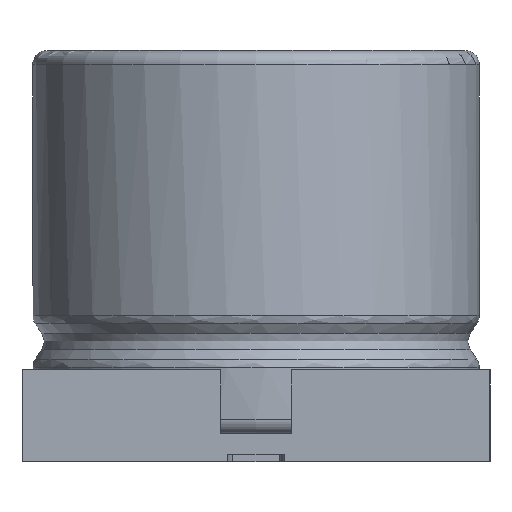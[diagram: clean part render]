
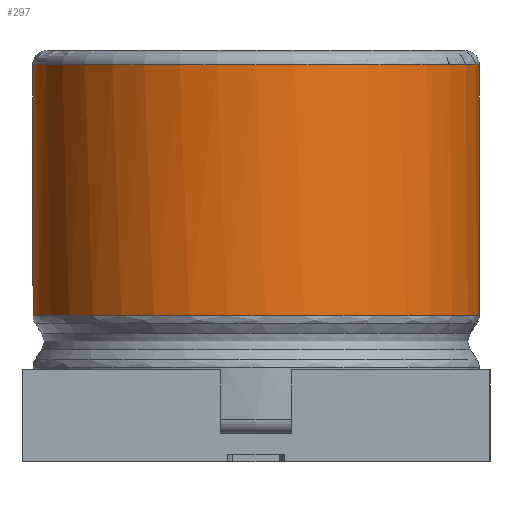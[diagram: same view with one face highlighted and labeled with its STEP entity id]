
A CAD part, left-side view. The second image highlights one B-rep face of the part: STEP entity #297.
In plain terms, the highlighted cylindrical face has radius 3.15 mm (diameter 6.3 mm), a full revolution.
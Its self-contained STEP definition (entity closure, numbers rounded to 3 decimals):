
#148 = TOROIDAL_SURFACE('',#149,2.95,0.2);
#149 = AXIS2_PLACEMENT_3D('',#150,#151,#152);
#150 = CARTESIAN_POINT('',(0.,0.,5.6));
#151 = DIRECTION('',(0.,0.,1.));
#152 = DIRECTION('',(1.,0.,0.));
#195 = EDGE_CURVE('',#196,#196,#198,.T.);
#196 = VERTEX_POINT('',#197);
#197 = CARTESIAN_POINT('',(3.15,0.,5.6));
#198 = SURFACE_CURVE('',#199,(#204,#211),.PCURVE_S1.);
#199 = CIRCLE('',#200,3.15);
#200 = AXIS2_PLACEMENT_3D('',#201,#202,#203);
#201 = CARTESIAN_POINT('',(0.,0.,5.6));
#202 = DIRECTION('',(0.,0.,-1.));
#203 = DIRECTION('',(1.,0.,0.));
#204 = PCURVE('',#148,#205);
#205 = DEFINITIONAL_REPRESENTATION('',(#206),#210);
#206 = LINE('',#207,#208);
#207 = CARTESIAN_POINT('',(-0.,0.));
#208 = VECTOR('',#209,1.);
#209 = DIRECTION('',(-1.,0.));
#210 = ( GEOMETRIC_REPRESENTATION_CONTEXT(2) 
PARAMETRIC_REPRESENTATION_CONTEXT() REPRESENTATION_CONTEXT('2D SPACE',''
  ) );
#211 = PCURVE('',#212,#217);
#212 = CYLINDRICAL_SURFACE('',#213,3.15);
#213 = AXIS2_PLACEMENT_3D('',#214,#215,#216);
#214 = CARTESIAN_POINT('',(0.,0.,5.8));
#215 = DIRECTION('',(-0.,0.,-1.));
#216 = DIRECTION('',(1.,0.,0.));
#217 = DEFINITIONAL_REPRESENTATION('',(#218),#222);
#218 = LINE('',#219,#220);
#219 = CARTESIAN_POINT('',(0.,0.2));
#220 = VECTOR('',#221,1.);
#221 = DIRECTION('',(1.,0.));
#222 = ( GEOMETRIC_REPRESENTATION_CONTEXT(2) 
PARAMETRIC_REPRESENTATION_CONTEXT() REPRESENTATION_CONTEXT('2D SPACE',''
  ) );
#297 = ADVANCED_FACE('',(#298),#212,.T.);
#298 = FACE_BOUND('',#299,.T.);
#299 = EDGE_LOOP('',(#300,#323,#324,#325));
#300 = ORIENTED_EDGE('',*,*,#301,.F.);
#301 = EDGE_CURVE('',#196,#302,#304,.T.);
#302 = VERTEX_POINT('',#303);
#303 = CARTESIAN_POINT('',(3.15,0.,2.063));
#304 = SEAM_CURVE('',#305,(#309,#316),.PCURVE_S1.);
#305 = LINE('',#306,#307);
#306 = CARTESIAN_POINT('',(3.15,0.,5.8));
#307 = VECTOR('',#308,1.);
#308 = DIRECTION('',(0.,0.,-1.));
#309 = PCURVE('',#212,#310);
#310 = DEFINITIONAL_REPRESENTATION('',(#311),#315);
#311 = LINE('',#312,#313);
#312 = CARTESIAN_POINT('',(0.,0.));
#313 = VECTOR('',#314,1.);
#314 = DIRECTION('',(0.,1.));
#315 = ( GEOMETRIC_REPRESENTATION_CONTEXT(2) 
PARAMETRIC_REPRESENTATION_CONTEXT() REPRESENTATION_CONTEXT('2D SPACE',''
  ) );
#316 = PCURVE('',#212,#317);
#317 = DEFINITIONAL_REPRESENTATION('',(#318),#322);
#318 = LINE('',#319,#320);
#319 = CARTESIAN_POINT('',(6.283,0.));
#320 = VECTOR('',#321,1.);
#321 = DIRECTION('',(0.,1.));
#322 = ( GEOMETRIC_REPRESENTATION_CONTEXT(2) 
PARAMETRIC_REPRESENTATION_CONTEXT() REPRESENTATION_CONTEXT('2D SPACE',''
  ) );
#323 = ORIENTED_EDGE('',*,*,#195,.T.);
#324 = ORIENTED_EDGE('',*,*,#301,.T.);
#325 = ORIENTED_EDGE('',*,*,#326,.F.);
#326 = EDGE_CURVE('',#302,#302,#327,.T.);
#327 = SURFACE_CURVE('',#328,(#343,#365),.PCURVE_S1.);
#328 = ( BOUNDED_CURVE() B_SPLINE_CURVE(13,(#329,#330,#331,#332,#333,
    #334,#335,#336,#337,#338,#339,#340,#341,#342),.UNSPECIFIED.,.T.,.F.)
 B_SPLINE_CURVE_WITH_KNOTS((14,14),(0.,19.792),
.PIECEWISE_BEZIER_KNOTS.) CURVE() GEOMETRIC_REPRESENTATION_ITEM() 
RATIONAL_B_SPLINE_CURVE((1.,1.,1.,1.,1.,1.,
    1.,1.,1.,1.,
1.,1.,1.,1.)) REPRESENTATION_ITEM('') );
#329 = CARTESIAN_POINT('',(3.15,0.,2.063));
#330 = CARTESIAN_POINT('',(3.15,-1.5,2.063));
#331 = CARTESIAN_POINT('',(2.375,-3.035,2.063
    ));
#332 = CARTESIAN_POINT('',(0.779,-4.133,2.063
    ));
#333 = CARTESIAN_POINT('',(-1.417,-4.302,
    2.063));
#334 = CARTESIAN_POINT('',(-3.314,-3.132,
    2.063));
#335 = CARTESIAN_POINT('',(-4.706,-1.424,
    2.063));
#336 = CARTESIAN_POINT('',(-4.706,1.424,2.063
    ));
#337 = CARTESIAN_POINT('',(-3.314,3.132,2.063
    ));
#338 = CARTESIAN_POINT('',(-1.417,4.302,2.063
    ));
#339 = CARTESIAN_POINT('',(0.779,4.133,2.063)
  );
#340 = CARTESIAN_POINT('',(2.375,3.035,2.063)
  );
#341 = CARTESIAN_POINT('',(3.15,1.5,2.063)
  );
#342 = CARTESIAN_POINT('',(3.15,0.,2.063));
#343 = PCURVE('',#212,#344);
#344 = DEFINITIONAL_REPRESENTATION('',(#345),#364);
#345 = B_SPLINE_CURVE_WITH_KNOTS('',9,(#346,#347,#348,#349,#350,#351,
    #352,#353,#354,#355,#356,#357,#358,#359,#360,#361,#362,#363),
  .UNSPECIFIED.,.F.,.F.,(10,8,10),(0.,9.896,
    19.792),.UNSPECIFIED.);
#346 = CARTESIAN_POINT('',(0.,3.737));
#347 = CARTESIAN_POINT('',(0.344,3.737));
#348 = CARTESIAN_POINT('',(0.694,3.737));
#349 = CARTESIAN_POINT('',(1.045,3.737));
#350 = CARTESIAN_POINT('',(1.396,3.737));
#351 = CARTESIAN_POINT('',(1.745,3.737));
#352 = CARTESIAN_POINT('',(2.095,3.737));
#353 = CARTESIAN_POINT('',(2.443,3.737));
#354 = CARTESIAN_POINT('',(2.793,3.737));
#355 = CARTESIAN_POINT('',(3.491,3.737));
#356 = CARTESIAN_POINT('',(3.84,3.737));
#357 = CARTESIAN_POINT('',(4.189,3.737));
#358 = CARTESIAN_POINT('',(4.538,3.737));
#359 = CARTESIAN_POINT('',(4.887,3.737));
#360 = CARTESIAN_POINT('',(5.238,3.737));
#361 = CARTESIAN_POINT('',(5.589,3.737));
#362 = CARTESIAN_POINT('',(5.939,3.737));
#363 = CARTESIAN_POINT('',(6.283,3.737));
#364 = ( GEOMETRIC_REPRESENTATION_CONTEXT(2) 
PARAMETRIC_REPRESENTATION_CONTEXT() REPRESENTATION_CONTEXT('2D SPACE',''
  ) );
#365 = PCURVE('',#366,#409);
#366 = ( BOUNDED_SURFACE() B_SPLINE_SURFACE(2,13,(
    (#367,#368,#369,#370,#371,#372,#373,#374,#375,#376,#377,#378,#379
      ,#380)
    ,(#381,#382,#383,#384,#385,#386,#387,#388,#389,#390,#391,#392,#393
      ,#394)
    ,(#395,#396,#397,#398,#399,#400,#401,#402,#403,#404,#405,#406,#407
,#408
    )),.UNSPECIFIED.,.F.,.T.,.F.) B_SPLINE_SURFACE_WITH_KNOTS((3,3),(14,
    14),(0.,19.792),(0.,19.792),
.PIECEWISE_BEZIER_KNOTS.) GEOMETRIC_REPRESENTATION_ITEM() 
RATIONAL_B_SPLINE_SURFACE((
    (1.,1.,1.,1.,1.,1.,1.
      ,1.,1.,1.,1.,1.,1.
      ,1.)
    ,(0.954,0.954,0.954,0.954
      ,0.954,0.954,0.954,0.954
      ,0.954,0.954,0.954,0.954
      ,0.954,0.954)
    ,(1.,1.,1.,1.,1.,1.,1.
      ,1.,1.,1.,1.,1.,1.
,1.))) REPRESENTATION_ITEM('') SURFACE() );
#367 = CARTESIAN_POINT('',(3.15,0.,2.063));
#368 = CARTESIAN_POINT('',(3.15,-1.5,2.063));
#369 = CARTESIAN_POINT('',(2.375,-3.035,2.063
    ));
#370 = CARTESIAN_POINT('',(0.779,-4.133,2.063
    ));
#371 = CARTESIAN_POINT('',(-1.417,-4.302,
    2.063));
#372 = CARTESIAN_POINT('',(-3.314,-3.132,
    2.063));
#373 = CARTESIAN_POINT('',(-4.706,-1.424,
    2.063));
#374 = CARTESIAN_POINT('',(-4.706,1.424,2.063
    ));
#375 = CARTESIAN_POINT('',(-3.314,3.132,2.063
    ));
#376 = CARTESIAN_POINT('',(-1.417,4.302,2.063
    ));
#377 = CARTESIAN_POINT('',(0.779,4.133,2.063)
  );
#378 = CARTESIAN_POINT('',(2.375,3.035,2.063)
  );
#379 = CARTESIAN_POINT('',(3.15,1.5,2.063)
  );
#380 = CARTESIAN_POINT('',(3.15,0.,2.063));
#381 = CARTESIAN_POINT('',(3.15,0.,2.));
#382 = CARTESIAN_POINT('',(3.15,-1.5,2.));
#383 = CARTESIAN_POINT('',(2.375,-3.035,2.));
#384 = CARTESIAN_POINT('',(0.779,-4.133,2.));
#385 = CARTESIAN_POINT('',(-1.417,-4.302,
    2.));
#386 = CARTESIAN_POINT('',(-3.314,-3.132,
    2.));
#387 = CARTESIAN_POINT('',(-4.706,-1.424,
    2.));
#388 = CARTESIAN_POINT('',(-4.706,1.424,2.
    ));
#389 = CARTESIAN_POINT('',(-3.314,3.132,2.
    ));
#390 = CARTESIAN_POINT('',(-1.417,4.302,2.
    ));
#391 = CARTESIAN_POINT('',(0.779,4.133,2.));
#392 = CARTESIAN_POINT('',(2.375,3.035,2.));
#393 = CARTESIAN_POINT('',(3.15,1.5,2.));
#394 = CARTESIAN_POINT('',(3.15,0.,2.));
#395 = CARTESIAN_POINT('',(3.114,0.,
    1.948));
#396 = CARTESIAN_POINT('',(3.114,-1.483,1.948
    ));
#397 = CARTESIAN_POINT('',(2.347,-3.001,1.948)
  );
#398 = CARTESIAN_POINT('',(0.77,-4.086,1.948
    ));
#399 = CARTESIAN_POINT('',(-1.401,-4.252,
    1.948));
#400 = CARTESIAN_POINT('',(-3.276,-3.096,
    1.948));
#401 = CARTESIAN_POINT('',(-4.652,-1.408,
    1.948));
#402 = CARTESIAN_POINT('',(-4.652,1.408,1.948
    ));
#403 = CARTESIAN_POINT('',(-3.276,3.096,1.948
    ));
#404 = CARTESIAN_POINT('',(-1.401,4.252,1.948
    ));
#405 = CARTESIAN_POINT('',(0.77,4.086,1.948)
  );
#406 = CARTESIAN_POINT('',(2.347,3.001,1.948)
  );
#407 = CARTESIAN_POINT('',(3.114,1.483,1.948)
  );
#408 = CARTESIAN_POINT('',(3.114,0.,
    1.948));
#409 = DEFINITIONAL_REPRESENTATION('',(#410),#414);
#410 = LINE('',#411,#412);
#411 = CARTESIAN_POINT('',(0.,0.));
#412 = VECTOR('',#413,1.);
#413 = DIRECTION('',(0.,1.));
#414 = ( GEOMETRIC_REPRESENTATION_CONTEXT(2) 
PARAMETRIC_REPRESENTATION_CONTEXT() REPRESENTATION_CONTEXT('2D SPACE',''
  ) );
